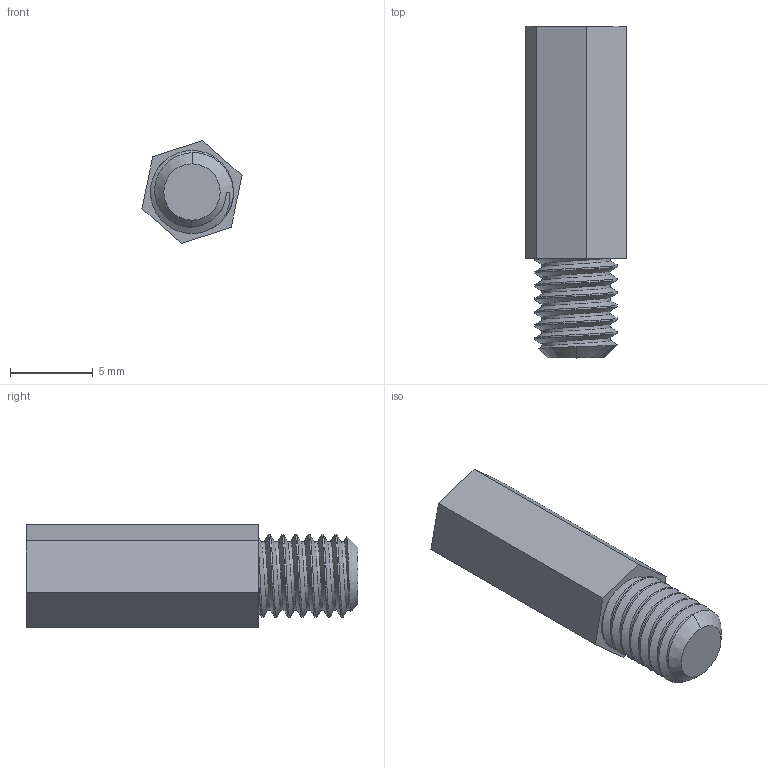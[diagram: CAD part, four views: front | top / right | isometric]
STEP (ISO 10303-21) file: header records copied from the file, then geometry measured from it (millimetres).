
FILE_DESCRIPTION (( 'STEP AP214' ), '1' );
FILE_NAME ('Adaptateur M5 vers 4 base 5.5 hexagonal.STEP', '2022-02-24T21:35:40', ( '' ), ( '' ), 'SwSTEP 2.0', 'SolidWorks 2019', '' );
FILE_SCHEMA (( 'AUTOMOTIVE_DESIGN' ));
Length unit declared in the file: millimetre
Products named in the file (2): Adaptateur M5 vers 4 base 5.5 hexagonal
Bounding box: 6.03 x 20 x 6.22 mm (x, y, z)
Volume: 335.4 mm3; surface area: 573.3 mm2
Topology: 1 solids, 1 shells, 32 faces, 84 edges, 56 vertices
Faces by surface type: cylinder 16, plane 11, bspline 3, cone 2
Entity records: 2176 total; most frequent: CARTESIAN_POINT 1443, ORIENTED_EDGE 168, DIRECTION 116, EDGE_CURVE 84, VERTEX_POINT 56, AXIS2_PLACEMENT_3D 39, VECTOR 38, LINE 38
